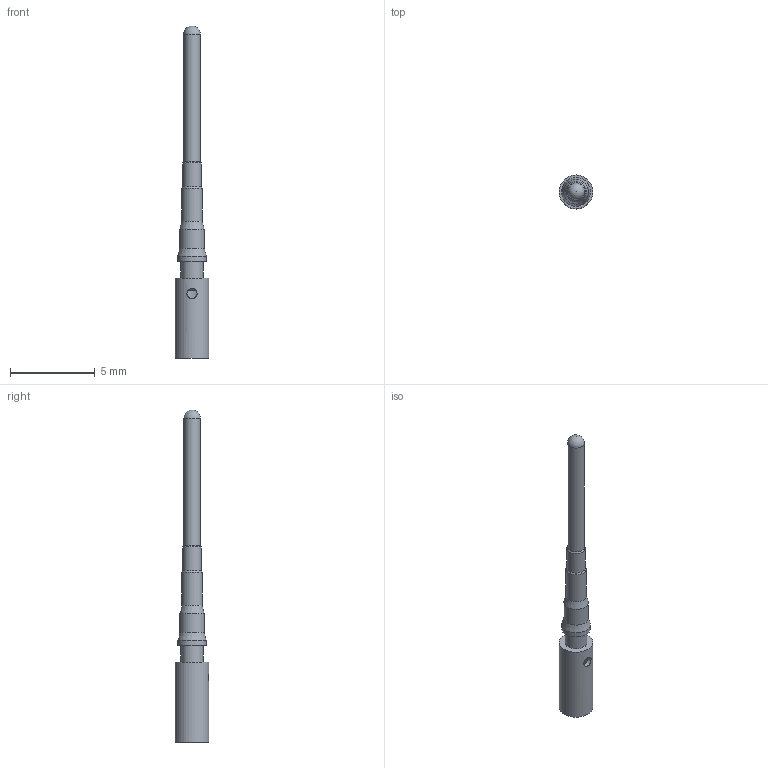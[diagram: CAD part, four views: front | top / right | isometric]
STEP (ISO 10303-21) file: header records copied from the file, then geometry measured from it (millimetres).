
FILE_DESCRIPTION(/* description */ (''),/* implementation_level */ '2;1');
FILE_NAME(/* name */ 'Steckerstift_AWG18-16.stp',/* time_stamp */ '2020-03-06T14:28:19+01:00',/* author */ ('ESCHA GmbH & Co. KG'),/* organization */ ('ESCHA GmbH & Co. KG'),/* preprocessor_version */ 'ST-DEVELOPER v16',/* originating_system */ 'SIEMENS PLM Software NX 10.0',/* authorisation */ '');
FILE_SCHEMA (('AUTOMOTIVE_DESIGN { 1 0 10303 214 3 1 1 1 }'));
Length unit declared in the file: millimetre
Products named in the file (1): 5026476__Steckerstift_part_283560
Bounding box: 2 x 2 x 19.6 mm (x, y, z)
Volume: 23 mm3; surface area: 106.7 mm2
Topology: 1 solids, 1 shells, 19 faces, 40 edges, 23 vertices
Faces by surface type: cylinder 9, cone 6, plane 3, sphere 1
Full cylindrical faces by diameter (mm): 0.6 x1, 1 x1, 1.1 x1, 1.2 x1, 1.3 x1, 1.45 x2, 1.7 x1, 2 x1
Entity records: 536 total; most frequent: CARTESIAN_POINT 183, DIRECTION 74, ORIENTED_EDGE 40, EDGE_LOOP 37, FACE_BOUND 37, AXIS2_PLACEMENT_3D 37, EDGE_CURVE 20, VERTEX_POINT 20
